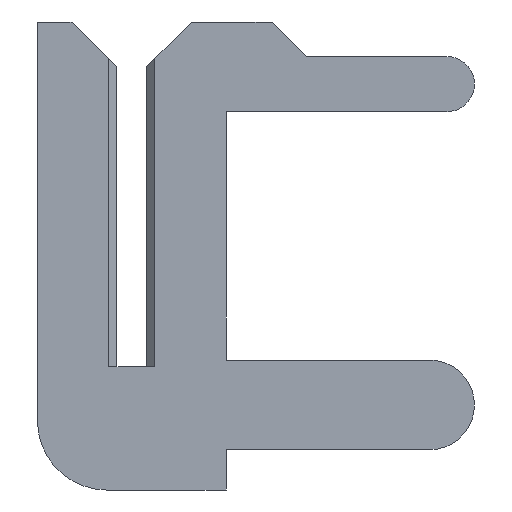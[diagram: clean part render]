
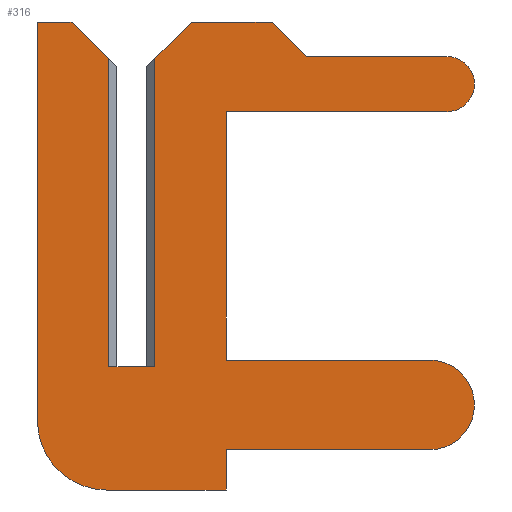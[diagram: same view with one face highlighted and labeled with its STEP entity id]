
A CAD part, left-side view. The second image highlights one B-rep face of the part: STEP entity #316.
In plain terms, the highlighted planar face has unit normal (-1, 0, 0).
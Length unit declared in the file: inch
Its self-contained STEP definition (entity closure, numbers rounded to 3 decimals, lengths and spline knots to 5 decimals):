
#16 = VERTEX_POINT ( 'NONE', #1497 ) ;
#19 = CIRCLE ( 'NONE', #1566, 0.03 ) ;
#27 = DIRECTION ( 'NONE',  ( 0., 0., -1. ) ) ;
#41 = VERTEX_POINT ( 'NONE', #722 ) ;
#43 = VECTOR ( 'NONE', #669, 39.37008 ) ;
#55 = DIRECTION ( 'NONE',  ( 0., 0., -1. ) ) ;
#66 = ORIENTED_EDGE ( 'NONE', *, *, #571, .F. ) ;
#69 = VECTOR ( 'NONE', #1727, 39.37008 ) ;
#71 = VERTEX_POINT ( 'NONE', #733 ) ;
#74 = CARTESIAN_POINT ( 'NONE',  ( -0.01, -0.041, -0.0535 ) ) ;
#88 = ORIENTED_EDGE ( 'NONE', *, *, #1039, .F. ) ;
#91 = CARTESIAN_POINT ( 'NONE',  ( -0.01, 0.041, 0.15 ) ) ;
#102 = CARTESIAN_POINT ( 'NONE',  ( -0.01, -0.1295, 0.003 ) ) ;
#105 = CARTESIAN_POINT ( 'NONE',  ( -0.01, -0.137, 0.135 ) ) ;
#110 = VECTOR ( 'NONE', #1152, 39.37008 ) ;
#111 = VERTEX_POINT ( 'NONE', #1273 ) ;
#112 = CARTESIAN_POINT ( 'NONE',  ( -0.01, -0.137, 0.123 ) ) ;
#118 = CARTESIAN_POINT ( 'NONE',  ( -0.01, 0.041, 0.15 ) ) ;
#124 = VECTOR ( 'NONE', #140, 39.37008 ) ;
#128 = FACE_OUTER_BOUND ( 'NONE', #541, .T. ) ;
#140 = DIRECTION ( 'NONE',  ( 0., 1., 0. ) ) ;
#150 = CARTESIAN_POINT ( 'NONE',  ( -0.01, 0.01, 0. ) ) ;
#154 = VERTEX_POINT ( 'NONE', #150 ) ;
#164 = EDGE_CURVE ( 'NONE', #154, #634, #1561, .T. ) ;
#200 = VERTEX_POINT ( 'NONE', #568 ) ;
#210 = ORIENTED_EDGE ( 'NONE', *, *, #775, .F. ) ;
#212 = DIRECTION ( 'NONE',  ( 0., -1., 0. ) ) ;
#214 = LINE ( 'NONE', #294, #858 ) ;
#259 = EDGE_CURVE ( 'NONE', #599, #71, #1030, .T. ) ;
#264 = AXIS2_PLACEMENT_3D ( 'NONE', #778, #645, #369 ) ;
#267 = VECTOR ( 'NONE', #1719, 39.37008 ) ;
#274 = DIRECTION ( 'NONE',  ( 0., -0.707, -0.707 ) ) ;
#284 = LINE ( 'NONE', #888, #110 ) ;
#294 = CARTESIAN_POINT ( 'NONE',  ( -0.01, -0.041, 0.003 ) ) ;
#295 = VERTEX_POINT ( 'NONE', #524 ) ;
#297 = LINE ( 'NONE', #74, #480 ) ;
#316 = ADVANCED_FACE ( 'NONE', ( #128 ), #1578, .T. ) ;
#317 = VECTOR ( 'NONE', #1302, 39.37008 ) ;
#332 = CARTESIAN_POINT ( 'NONE',  ( -0.01, -0.01, 0. ) ) ;
#341 = EDGE_CURVE ( 'NONE', #633, #1604, #1430, .T. ) ;
#342 = CARTESIAN_POINT ( 'NONE',  ( -0.01, -0.01, 0.15 ) ) ;
#344 = VECTOR ( 'NONE', #1588, 39.37008 ) ;
#345 = VERTEX_POINT ( 'NONE', #1023 ) ;
#350 = ORIENTED_EDGE ( 'NONE', *, *, #1155, .F. ) ;
#369 = DIRECTION ( 'NONE',  ( 0., 0., 1. ) ) ;
#399 = ORIENTED_EDGE ( 'NONE', *, *, #972, .F. ) ;
#417 = VECTOR ( 'NONE', #274, 39.37008 ) ;
#434 = VERTEX_POINT ( 'NONE', #1564 ) ;
#444 = EDGE_CURVE ( 'NONE', #71, #41, #19, .T. ) ;
#456 = LINE ( 'NONE', #342, #526 ) ;
#460 = DIRECTION ( 'NONE',  ( 0., -1., 0. ) ) ;
#471 = ORIENTED_EDGE ( 'NONE', *, *, #1552, .F. ) ;
#480 = VECTOR ( 'NONE', #55, 39.37008 ) ;
#486 = ORIENTED_EDGE ( 'NONE', *, *, #602, .F. ) ;
#489 = VECTOR ( 'NONE', #460, 39.37008 ) ;
#513 = CARTESIAN_POINT ( 'NONE',  ( -0.01, 0.011, -0.0535 ) ) ;
#524 = CARTESIAN_POINT ( 'NONE',  ( -0.01, -0.061, 0.15 ) ) ;
#526 = VECTOR ( 'NONE', #1690, 39.37008 ) ;
#528 = CARTESIAN_POINT ( 'NONE',  ( -0.01, 0.01, -0.0235 ) ) ;
#539 = EDGE_CURVE ( 'NONE', #560, #634, #456, .T. ) ;
#541 = EDGE_LOOP ( 'NONE', ( #1496, #1334, #872, #1142, #88, #1332, #210, #1136, #608, #486, #399, #1277, #1246, #471, #676, #933, #66, #350, #751 ) ) ;
#546 = LINE ( 'NONE', #1463, #43 ) ;
#557 = CARTESIAN_POINT ( 'NONE',  ( -0.01, -0.041, 0.003 ) ) ;
#560 = VERTEX_POINT ( 'NONE', #1534 ) ;
#563 = CARTESIAN_POINT ( 'NONE',  ( -0.01, 0.0065, 0. ) ) ;
#568 = CARTESIAN_POINT ( 'NONE',  ( -0.01, -0.041, -0.036 ) ) ;
#571 = EDGE_CURVE ( 'NONE', #345, #1058, #1543, .T. ) ;
#586 = CIRCLE ( 'NONE', #1691, 0.012 ) ;
#595 = CARTESIAN_POINT ( 'NONE',  ( -0.01, -0.1295, -0.036 ) ) ;
#599 = VERTEX_POINT ( 'NONE', #1014 ) ;
#602 = EDGE_CURVE ( 'NONE', #200, #599, #297, .T. ) ;
#608 = ORIENTED_EDGE ( 'NONE', *, *, #259, .F. ) ;
#624 = CARTESIAN_POINT ( 'NONE',  ( -0.01, -0.1295, 0.003 ) ) ;
#625 = AXIS2_PLACEMENT_3D ( 'NONE', #1586, #1032, #639 ) ;
#633 = VERTEX_POINT ( 'NONE', #624 ) ;
#634 = VERTEX_POINT ( 'NONE', #332 ) ;
#639 = DIRECTION ( 'NONE',  ( 0., 0., 1. ) ) ;
#645 = DIRECTION ( 'NONE',  ( 1., 0., 0. ) ) ;
#658 = EDGE_CURVE ( 'NONE', #560, #16, #284, .T. ) ;
#669 = DIRECTION ( 'NONE',  ( 0., -1., 0. ) ) ;
#676 = ORIENTED_EDGE ( 'NONE', *, *, #1256, .F. ) ;
#704 = VECTOR ( 'NONE', #875, 39.37008 ) ;
#707 = VERTEX_POINT ( 'NONE', #1293 ) ;
#719 = CARTESIAN_POINT ( 'NONE',  ( -0.01, 0.026, 0.15 ) ) ;
#722 = CARTESIAN_POINT ( 'NONE',  ( -0.01, 0.041, -0.0235 ) ) ;
#733 = CARTESIAN_POINT ( 'NONE',  ( -0.01, 0.011, -0.0535 ) ) ;
#746 = EDGE_CURVE ( 'NONE', #1296, #633, #1161, .T. ) ;
#751 = ORIENTED_EDGE ( 'NONE', *, *, #1099, .F. ) ;
#775 = EDGE_CURVE ( 'NONE', #41, #1019, #1248, .T. ) ;
#778 = CARTESIAN_POINT ( 'NONE',  ( -0.01, -0.1295, -0.0165 ) ) ;
#788 = DIRECTION ( 'NONE',  ( 0., 0., 1. ) ) ;
#815 = EDGE_CURVE ( 'NONE', #1058, #707, #586, .T. ) ;
#858 = VECTOR ( 'NONE', #27, 39.37008 ) ;
#872 = ORIENTED_EDGE ( 'NONE', *, *, #164, .F. ) ;
#875 = DIRECTION ( 'NONE',  ( 0., -1., 0. ) ) ;
#881 = LINE ( 'NONE', #719, #489 ) ;
#888 = CARTESIAN_POINT ( 'NONE',  ( -0.01, -0.0065, 0.1305 ) ) ;
#903 = EDGE_CURVE ( 'NONE', #154, #1303, #1629, .T. ) ;
#912 = DIRECTION ( 'NONE',  ( 0., 0., 1. ) ) ;
#933 = ORIENTED_EDGE ( 'NONE', *, *, #815, .F. ) ;
#936 = LINE ( 'NONE', #956, #124 ) ;
#956 = CARTESIAN_POINT ( 'NONE',  ( -0.01, -0.041, 0.111 ) ) ;
#971 = LINE ( 'NONE', #1194, #344 ) ;
#972 = EDGE_CURVE ( 'NONE', #1604, #200, #971, .T. ) ;
#1014 = CARTESIAN_POINT ( 'NONE',  ( -0.01, -0.041, -0.0535 ) ) ;
#1019 = VERTEX_POINT ( 'NONE', #118 ) ;
#1023 = CARTESIAN_POINT ( 'NONE',  ( -0.01, -0.076, 0.135 ) ) ;
#1030 = LINE ( 'NONE', #513, #317 ) ;
#1032 = DIRECTION ( 'NONE',  ( -1., 0., 0. ) ) ;
#1039 = EDGE_CURVE ( 'NONE', #434, #1303, #1692, .T. ) ;
#1058 = VERTEX_POINT ( 'NONE', #105 ) ;
#1081 = LINE ( 'NONE', #1625, #417 ) ;
#1088 = DIRECTION ( 'NONE',  ( 0., -1., 0. ) ) ;
#1097 = VECTOR ( 'NONE', #212, 39.37008 ) ;
#1099 = EDGE_CURVE ( 'NONE', #16, #295, #546, .T. ) ;
#1127 = CARTESIAN_POINT ( 'NONE',  ( -0.01, 0.011, -0.0235 ) ) ;
#1136 = ORIENTED_EDGE ( 'NONE', *, *, #444, .F. ) ;
#1142 = ORIENTED_EDGE ( 'NONE', *, *, #903, .T. ) ;
#1145 = CARTESIAN_POINT ( 'NONE',  ( -0.01, -0.137, 0.135 ) ) ;
#1152 = DIRECTION ( 'NONE',  ( 0., -0.707, 0.707 ) ) ;
#1155 = EDGE_CURVE ( 'NONE', #295, #345, #1081, .T. ) ;
#1161 = LINE ( 'NONE', #102, #1097 ) ;
#1177 = CARTESIAN_POINT ( 'NONE',  ( -0.01, 0.0065, 0.1305 ) ) ;
#1194 = CARTESIAN_POINT ( 'NONE',  ( -0.01, -0.041, -0.036 ) ) ;
#1246 = ORIENTED_EDGE ( 'NONE', *, *, #746, .F. ) ;
#1248 = LINE ( 'NONE', #91, #1308 ) ;
#1256 = EDGE_CURVE ( 'NONE', #707, #111, #936, .T. ) ;
#1273 = CARTESIAN_POINT ( 'NONE',  ( -0.01, -0.041, 0.111 ) ) ;
#1277 = ORIENTED_EDGE ( 'NONE', *, *, #341, .F. ) ;
#1293 = CARTESIAN_POINT ( 'NONE',  ( -0.01, -0.137, 0.111 ) ) ;
#1296 = VERTEX_POINT ( 'NONE', #557 ) ;
#1302 = DIRECTION ( 'NONE',  ( 0., 1., 0. ) ) ;
#1303 = VERTEX_POINT ( 'NONE', #1618 ) ;
#1308 = VECTOR ( 'NONE', #912, 39.37008 ) ;
#1332 = ORIENTED_EDGE ( 'NONE', *, *, #1729, .F. ) ;
#1334 = ORIENTED_EDGE ( 'NONE', *, *, #539, .T. ) ;
#1421 = DIRECTION ( 'NONE',  ( 1., 0., 0. ) ) ;
#1430 = CIRCLE ( 'NONE', #264, 0.0195 ) ;
#1463 = CARTESIAN_POINT ( 'NONE',  ( -0.01, -0.026, 0.15 ) ) ;
#1475 = VECTOR ( 'NONE', #1088, 39.37008 ) ;
#1496 = ORIENTED_EDGE ( 'NONE', *, *, #658, .F. ) ;
#1497 = CARTESIAN_POINT ( 'NONE',  ( -0.01, -0.026, 0.15 ) ) ;
#1534 = CARTESIAN_POINT ( 'NONE',  ( -0.01, -0.01, 0.134 ) ) ;
#1543 = LINE ( 'NONE', #1145, #704 ) ;
#1551 = DIRECTION ( 'NONE',  ( 0., 0., 1. ) ) ;
#1552 = EDGE_CURVE ( 'NONE', #111, #1296, #214, .T. ) ;
#1561 = LINE ( 'NONE', #563, #1475 ) ;
#1564 = CARTESIAN_POINT ( 'NONE',  ( -0.01, 0.026, 0.15 ) ) ;
#1566 = AXIS2_PLACEMENT_3D ( 'NONE', #1127, #1421, #1551 ) ;
#1578 = PLANE ( 'NONE',  #625 ) ;
#1586 = CARTESIAN_POINT ( 'NONE',  ( -0.01, 0.011, -0.0235 ) ) ;
#1588 = DIRECTION ( 'NONE',  ( 0., 1., 0. ) ) ;
#1604 = VERTEX_POINT ( 'NONE', #595 ) ;
#1618 = CARTESIAN_POINT ( 'NONE',  ( -0.01, 0.01, 0.134 ) ) ;
#1625 = CARTESIAN_POINT ( 'NONE',  ( -0.01, -0.076, 0.135 ) ) ;
#1629 = LINE ( 'NONE', #528, #69 ) ;
#1690 = DIRECTION ( 'NONE',  ( 0., 0., -1. ) ) ;
#1691 = AXIS2_PLACEMENT_3D ( 'NONE', #112, #1709, #788 ) ;
#1692 = LINE ( 'NONE', #1177, #267 ) ;
#1709 = DIRECTION ( 'NONE',  ( 1., 0., 0. ) ) ;
#1719 = DIRECTION ( 'NONE',  ( 0., -0.707, -0.707 ) ) ;
#1727 = DIRECTION ( 'NONE',  ( 0., 0., 1. ) ) ;
#1729 = EDGE_CURVE ( 'NONE', #1019, #434, #881, .T. ) ;
